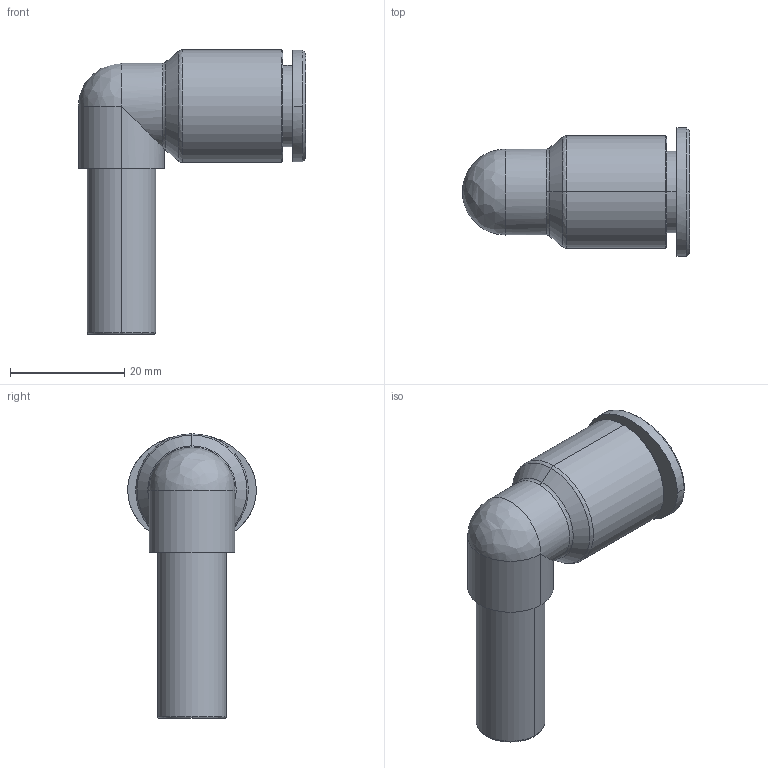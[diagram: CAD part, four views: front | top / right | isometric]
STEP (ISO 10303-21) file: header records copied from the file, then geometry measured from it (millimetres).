
FILE_DESCRIPTION (( 'STEP AP214' ), '1' );
FILE_NAME ('PLJ12.stp', '2015-09-24T08:40:43', ( '' ), ( '' ), 'SwSTEP 2.0', 'SolidWorks 2015', '' );
FILE_SCHEMA (( 'AUTOMOTIVE_DESIGN' ));
Length unit declared in the file: millimetre
Products named in the file (2): ｦ+ﾃｦ1; PLJ12
Assembly tree (1 placements, depth 2):
  PLJ12
    ｦ+ﾃｦ1
Bounding box: 39.7 x 22.5 x 49.75 mm (x, y, z)
Volume: 8400.9 mm3; surface area: 6251.4 mm2
Topology: 1 solids, 1 shells, 379 faces, 1080 edges, 717 vertices
Faces by surface type: plane 339, bspline 14, cylinder 14, cone 10, torus 2
Entity records: 13419 total; most frequent: CARTESIAN_POINT 3230, ORIENTED_EDGE 2158, DIRECTION 1846, EDGE_CURVE 1079, VECTOR 994, LINE 994, VERTEX_POINT 717, AXIS2_PLACEMENT_3D 426
